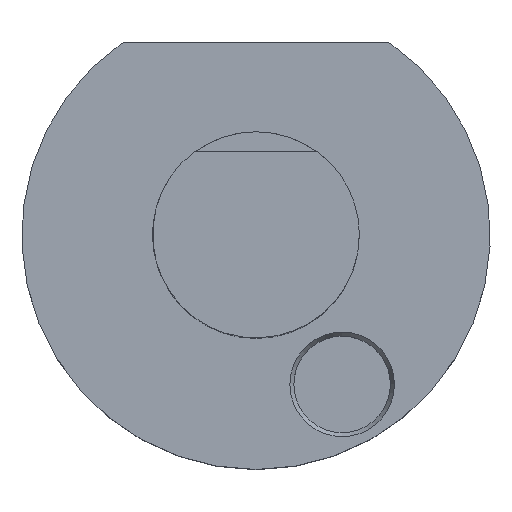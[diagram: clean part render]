
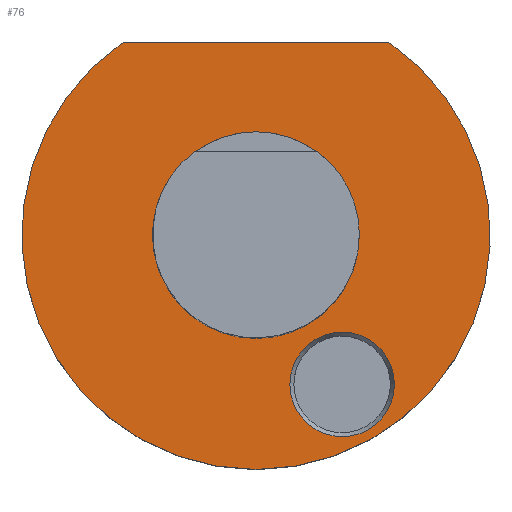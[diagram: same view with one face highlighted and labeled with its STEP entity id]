
A CAD part, top view. The second image highlights one B-rep face of the part: STEP entity #76.
In plain terms, the highlighted planar face has unit normal (0, 0, 1).
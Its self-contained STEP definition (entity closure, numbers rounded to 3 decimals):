
#76=ADVANCED_FACE('',(#157,#158,#159),#105,.T.);
#105=PLANE('',#474);
#117=LINE('',#704,#137);
#137=VECTOR('',#557,1.);
#157=FACE_BOUND('',#182,.T.);
#158=FACE_BOUND('',#183,.T.);
#159=FACE_BOUND('',#184,.T.);
#182=EDGE_LOOP('',(#229));
#183=EDGE_LOOP('',(#230,#231));
#184=EDGE_LOOP('',(#232));
#229=ORIENTED_EDGE('',*,*,#369,.F.);
#230=ORIENTED_EDGE('',*,*,#370,.F.);
#231=ORIENTED_EDGE('',*,*,#371,.T.);
#232=ORIENTED_EDGE('',*,*,#363,.F.);
#326=VERTEX_POINT('',#687);
#331=VERTEX_POINT('',#700);
#332=VERTEX_POINT('',#702);
#333=VERTEX_POINT('',#703);
#363=EDGE_CURVE('',#326,#326,#414,.T.);
#369=EDGE_CURVE('',#331,#331,#417,.T.);
#370=EDGE_CURVE('',#332,#333,#418,.T.);
#371=EDGE_CURVE('',#332,#333,#117,.T.);
#414=CIRCLE('',#467,14.997);
#417=CIRCLE('',#472,7.584);
#418=CIRCLE('',#473,34.);
#467=AXIS2_PLACEMENT_3D('',#686,#540,#541);
#472=AXIS2_PLACEMENT_3D('',#699,#553,#554);
#473=AXIS2_PLACEMENT_3D('',#701,#555,#556);
#474=AXIS2_PLACEMENT_3D('',#705,#558,#559);
#540=DIRECTION('',(0.,0.,1.));
#541=DIRECTION('',(1.,0.,0.));
#553=DIRECTION('',(0.,0.,1.));
#554=DIRECTION('',(1.,0.,0.));
#555=DIRECTION('',(0.,0.,-1.));
#556=DIRECTION('',(1.,0.,0.));
#557=DIRECTION('',(-1.,0.,0.));
#558=DIRECTION('',(0.,0.,1.));
#559=DIRECTION('',(-1.,0.,0.));
#686=CARTESIAN_POINT('',(0.,0.,0.));
#687=CARTESIAN_POINT('',(14.997,0.,0.));
#699=CARTESIAN_POINT('',(12.5,-21.651,0.));
#700=CARTESIAN_POINT('',(20.084,-21.651,0.));
#701=CARTESIAN_POINT('',(0.,0.,0.));
#702=CARTESIAN_POINT('',(19.287,28.,0.));
#703=CARTESIAN_POINT('',(-19.287,28.,0.));
#704=CARTESIAN_POINT('',(-33.5,28.,0.));
#705=CARTESIAN_POINT('',(-33.5,0.,0.));
